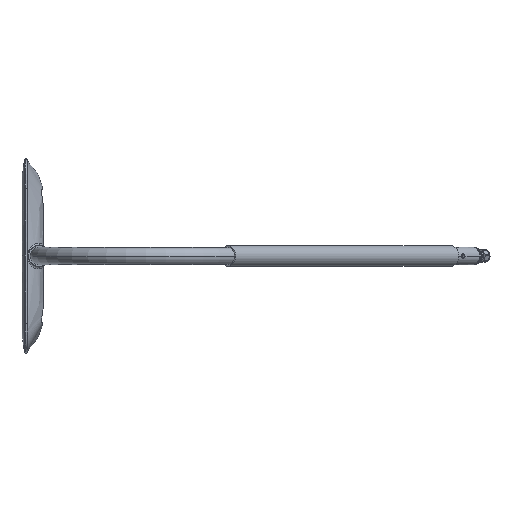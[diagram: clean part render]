
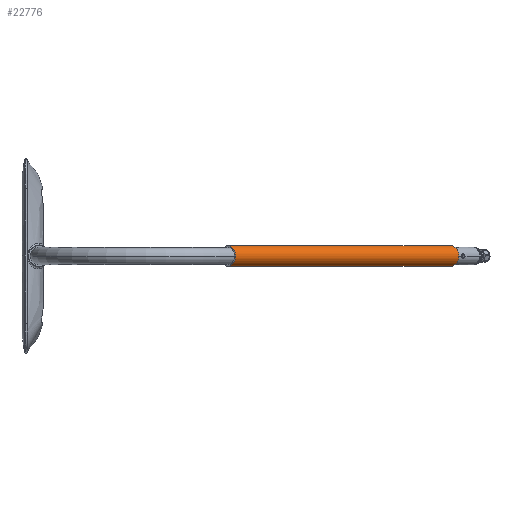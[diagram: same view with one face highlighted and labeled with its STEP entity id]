
A CAD part, front view. The second image highlights one B-rep face of the part: STEP entity #22776.
In plain terms, the highlighted cylindrical face has radius 12.5 mm (diameter 25 mm), a partial arc.
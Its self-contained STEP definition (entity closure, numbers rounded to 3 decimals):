
#16 = CIRCLE ( 'NONE', #14679, 12.5 ) ;
#89 = LINE ( 'NONE', #26338, #140 ) ;
#99 = VECTOR ( 'NONE', #26800, 1000. ) ;
#140 = VECTOR ( 'NONE', #26402, 1000. ) ;
#200 = CIRCLE ( 'NONE', #14722, 12.5 ) ;
#238 = LINE ( 'NONE', #26795, #99 ) ;
#2285 = CARTESIAN_POINT ( 'NONE',  ( 515.755, -44.942, 0. ) ) ;
#2343 = DIRECTION ( 'NONE',  ( -0.643, -0.766, 0. ) ) ;
#2344 = DIRECTION ( 'NONE',  ( 0., 0., 1. ) ) ;
#2424 = CYLINDRICAL_SURFACE ( 'NONE', #15009, 12.5 ) ;
#2429 = FACE_OUTER_BOUND ( 'NONE', #23073, .T. ) ;
#14679 = AXIS2_PLACEMENT_3D ( 'NONE', #27616, #27612, #27611 ) ;
#14722 = AXIS2_PLACEMENT_3D ( 'NONE', #25914, #26271, #25852 ) ;
#14856 = EDGE_CURVE ( 'NONE', #16423, #16321, #16, .T. ) ;
#15009 = AXIS2_PLACEMENT_3D ( 'NONE', #2285, #2343, #2344 ) ;
#16321 = VERTEX_POINT ( 'NONE', #27055 ) ;
#16423 = VERTEX_POINT ( 'NONE', #27022 ) ;
#16490 = VERTEX_POINT ( 'NONE', #27681 ) ;
#16603 = VERTEX_POINT ( 'NONE', #26293 ) ;
#16822 = ORIENTED_EDGE ( 'NONE', *, *, #19924, .T. ) ;
#16888 = ORIENTED_EDGE ( 'NONE', *, *, #19881, .F. ) ;
#16988 = ORIENTED_EDGE ( 'NONE', *, *, #20251, .T. ) ;
#17126 = ORIENTED_EDGE ( 'NONE', *, *, #14856, .F. ) ;
#19881 = EDGE_CURVE ( 'NONE', #16321, #16490, #89, .T. ) ;
#19924 = EDGE_CURVE ( 'NONE', #16423, #16603, #238, .T. ) ;
#20251 = EDGE_CURVE ( 'NONE', #16603, #16490, #200, .T. ) ;
#22776 = ADVANCED_FACE ( 'NONE', ( #2429 ), #2424, .T. ) ;
#23073 = EDGE_LOOP ( 'NONE', ( #16888, #17126, #16822, #16988 ) ) ;
#25852 = DIRECTION ( 'NONE',  ( 0., 0., -1. ) ) ;
#25914 = CARTESIAN_POINT ( 'NONE',  ( 245.784, -366.681, 0. ) ) ;
#26271 = DIRECTION ( 'NONE',  ( 0.643, 0.766, 0. ) ) ;
#26293 = CARTESIAN_POINT ( 'NONE',  ( 245.784, -366.681, 12.5 ) ) ;
#26338 = CARTESIAN_POINT ( 'NONE',  ( 515.755, -44.942, -12.5 ) ) ;
#26402 = DIRECTION ( 'NONE',  ( -0.643, -0.766, 0. ) ) ;
#26795 = CARTESIAN_POINT ( 'NONE',  ( 515.755, -44.942, 12.5 ) ) ;
#26800 = DIRECTION ( 'NONE',  ( -0.643, -0.766, 0. ) ) ;
#27022 = CARTESIAN_POINT ( 'NONE',  ( 518.969, -41.112, 12.5 ) ) ;
#27055 = CARTESIAN_POINT ( 'NONE',  ( 518.969, -41.112, -12.5 ) ) ;
#27611 = DIRECTION ( 'NONE',  ( 0.766, -0.643, 0. ) ) ;
#27612 = DIRECTION ( 'NONE',  ( 0.643, 0.766, 0. ) ) ;
#27616 = CARTESIAN_POINT ( 'NONE',  ( 518.969, -41.112, 0. ) ) ;
#27681 = CARTESIAN_POINT ( 'NONE',  ( 245.784, -366.681, -12.5 ) ) ;
